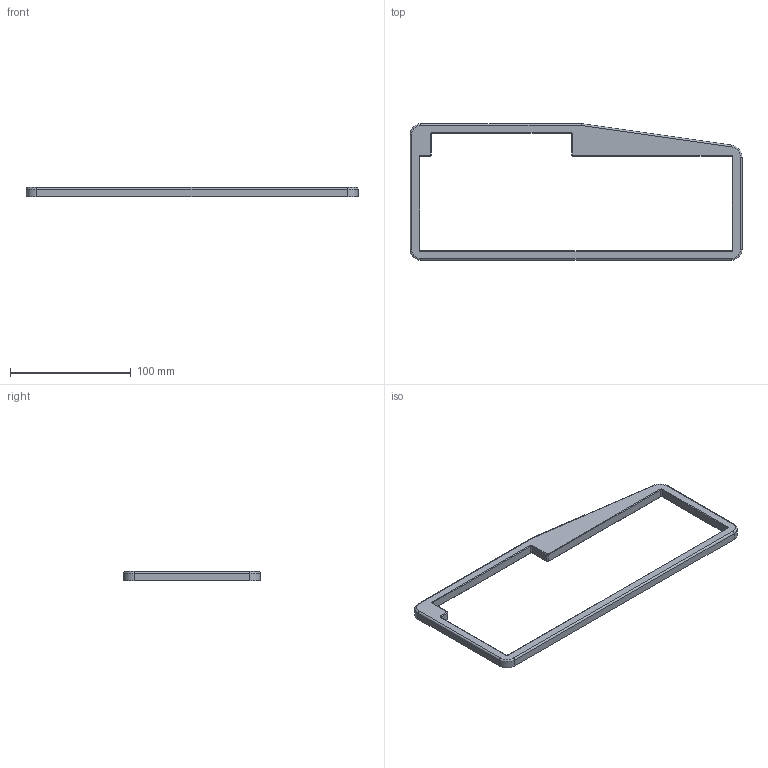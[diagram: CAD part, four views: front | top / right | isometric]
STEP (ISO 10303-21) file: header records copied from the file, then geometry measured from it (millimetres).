
FILE_DESCRIPTION(/* description */ (''),/* implementation_level */ '2;1');
FILE_NAME(/* name */ 'Top1.step',/* time_stamp */ '2022-05-03T18:44:30+03:00',/* author */ (''),/* organization */ (''),/* preprocessor_version */ 'ST-DEVELOPER v18.1',/* originating_system */ 'Autodesk Translation Framework v10.14.0.1471',/* authorisation */ '');
FILE_SCHEMA (('AUTOMOTIVE_DESIGN { 1 0 10303 214 3 1 1 }'));
Length unit declared in the file: millimetre
Products named in the file (1): Bonzocase3d
Bounding box: 275.32 x 113.4 x 7.5 mm (x, y, z)
Volume: 54598.3 mm3; surface area: 25167.8 mm2
Topology: 1 solids, 1 shells, 97 faces, 198 edges, 120 vertices
Faces by surface type: cylinder 45, plane 32, torus 18, bspline 2
Full cylindrical faces by diameter (mm): 2 x8, 3 x4
Entity records: 2606 total; most frequent: DIRECTION 504, CARTESIAN_POINT 432, ORIENTED_EDGE 396, AXIS2_PLACEMENT_3D 210, EDGE_CURVE 198, VERTEX_POINT 120, EDGE_LOOP 116, CIRCLE 113
